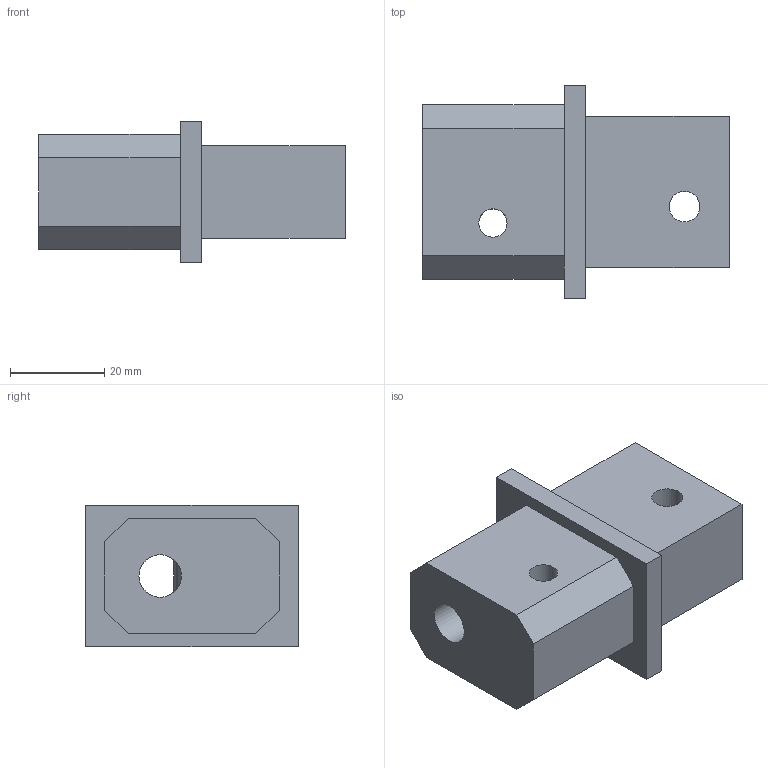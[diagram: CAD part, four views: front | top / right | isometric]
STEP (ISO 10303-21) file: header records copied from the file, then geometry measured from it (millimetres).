
FILE_DESCRIPTION(/* description */ (''),/* implementation_level */ '2;1');
FILE_NAME(/* name */ 'Liaison.step',/* time_stamp */ '2018-08-17T16:47:20+02:00',/* author */ ('J.P. CHARLIER'),/* organization */ (''),/* preprocessor_version */ 'ST-DEVELOPER v16.5',/* originating_system */ 'Autodesk Inventor 2017',/* authorisation */ '');
FILE_SCHEMA (('AUTOMOTIVE_DESIGN { 1 0 10303 214 3 1 1 }'));
Length unit declared in the file: millimetre
Products named in the file (1): Liaison
Bounding box: 65 x 45 x 30 mm (x, y, z)
Volume: 43767.5 mm3; surface area: 13582.3 mm2
Topology: 2 solids, 2 shells, 37 faces, 93 edges, 63 vertices
Faces by surface type: plane 27, cylinder 10
Full cylindrical faces by diameter (mm): 6 x1, 6.5 x3, 9 x1, 14 x1
Entity records: 1110 total; most frequent: CARTESIAN_POINT 182, DIRECTION 180, ORIENTED_EDGE 168, EDGE_CURVE 84, LINE 64, VECTOR 64, VERTEX_POINT 60, AXIS2_PLACEMENT_3D 58
